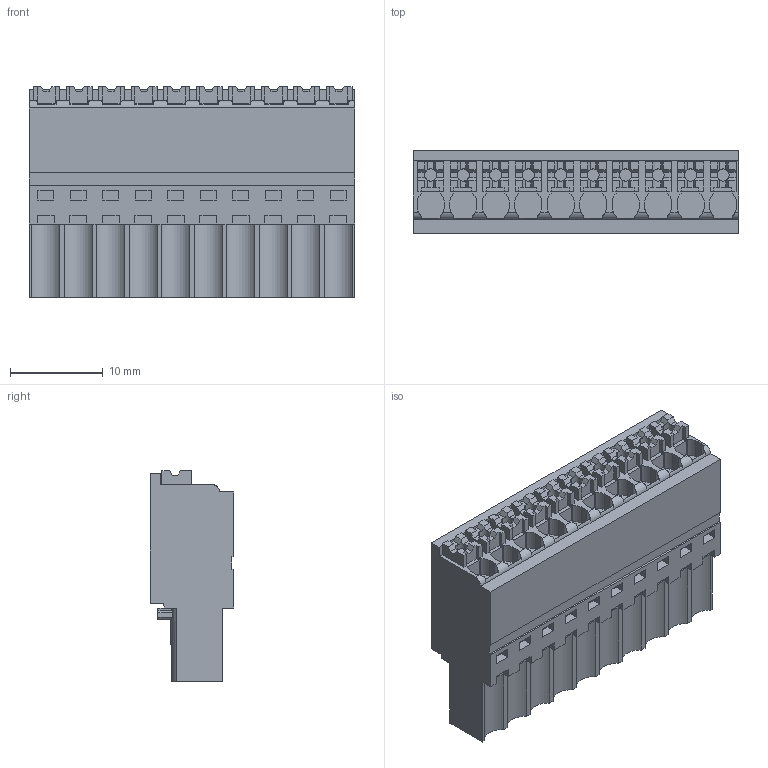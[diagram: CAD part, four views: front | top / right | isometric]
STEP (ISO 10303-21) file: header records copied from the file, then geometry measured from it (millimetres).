
FILE_DESCRIPTION(('CATIA V5R24 STEP','CAx-IF Rec.Pracs.--- Model Styling and Organization---1.2---2011-12-15'),'2;1');
FILE_NAME ('D1462536_0', '2018-01-11T13:28:38+00:00', ('Weidmueller Interface'), ('Weidmueller'), 'CATIA Version 5-6 Release 2014 SP4 HF52', 'CATIA V5 STEP AP214', 'none');
FILE_SCHEMA(('AUTOMOTIVE_DESIGN { 1 0 10303 214 1 1 1 1 }'));
Length unit declared in the file: millimetre
Products named in the file (1): 2459360000
Bounding box: 35.04 x 9 x 22.7 mm (x, y, z)
Volume: 5124.5 mm3; surface area: 4231.4 mm2
Topology: 11 solids, 11 shells, 940 faces, 2757 edges, 1859 vertices
Faces by surface type: plane 859, cylinder 81
Entity records: 29782 total; most frequent: CARTESIAN_POINT 6139, ORIENTED_EDGE 5514, DIRECTION 3742, EDGE_CURVE 2757, VECTOR 2315, LINE 2315, VERTEX_POINT 1859, EDGE_LOOP 980
